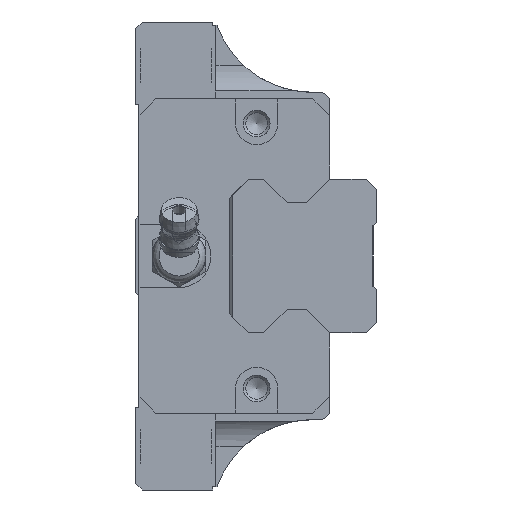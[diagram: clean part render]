
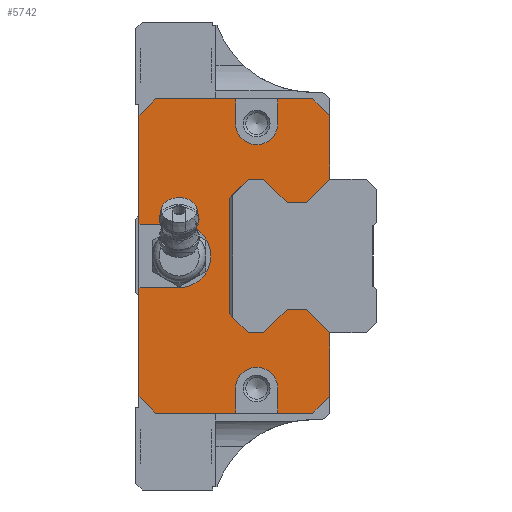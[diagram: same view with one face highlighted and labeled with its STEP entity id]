
A CAD part, left-side view. The second image highlights one B-rep face of the part: STEP entity #5742.
In plain terms, the highlighted planar face has unit normal (-1, 0, 0).
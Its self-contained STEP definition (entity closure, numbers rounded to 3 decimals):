
#656=CIRCLE('',#6315,4.75);
#657=CIRCLE('',#6316,3.15);
#658=CIRCLE('',#6317,3.15);
#911=FACE_OUTER_BOUND('',#1264,.T.);
#1264=EDGE_LOOP('',(#4776,#4777,#4778,#4779,#4780,#4781,#4782,#4783,#4784,
#4785,#4786,#4787,#4788,#4789,#4790,#4791,#4792,#4793,#4794,#4795,#4796,
#4797,#4798,#4799,#4800,#4801,#4802,#4803,#4804,#4805,#4806,#4807));
#1685=LINE('',#9216,#2187);
#1706=LINE('',#9259,#2208);
#1711=LINE('',#9270,#2213);
#1714=LINE('',#9274,#2216);
#1715=LINE('',#9277,#2217);
#1716=LINE('',#9279,#2218);
#1717=LINE('',#9281,#2219);
#1718=LINE('',#9283,#2220);
#1719=LINE('',#9287,#2221);
#1720=LINE('',#9289,#2222);
#1721=LINE('',#9291,#2223);
#1722=LINE('',#9293,#2224);
#1723=LINE('',#9295,#2225);
#1724=LINE('',#9299,#2226);
#1725=LINE('',#9301,#2227);
#1726=LINE('',#9302,#2228);
#1727=LINE('',#9304,#2229);
#1728=LINE('',#9306,#2230);
#1729=LINE('',#9308,#2231);
#1730=LINE('',#9310,#2232);
#1731=LINE('',#9312,#2233);
#1732=LINE('',#9314,#2234);
#1733=LINE('',#9316,#2235);
#1734=LINE('',#9318,#2236);
#1735=LINE('',#9320,#2237);
#1736=LINE('',#9322,#2238);
#1737=LINE('',#9323,#2239);
#1738=LINE('',#9324,#2240);
#1739=LINE('',#9326,#2241);
#2187=VECTOR('',#7542,1000.);
#2208=VECTOR('',#7567,1000.);
#2213=VECTOR('',#7574,1000.);
#2216=VECTOR('',#7577,1000.);
#2217=VECTOR('',#7580,1000.);
#2218=VECTOR('',#7581,1000.);
#2219=VECTOR('',#7582,1000.);
#2220=VECTOR('',#7583,1000.);
#2221=VECTOR('',#7586,1000.);
#2222=VECTOR('',#7587,1000.);
#2223=VECTOR('',#7588,1000.);
#2224=VECTOR('',#7589,1000.);
#2225=VECTOR('',#7590,1000.);
#2226=VECTOR('',#7593,1000.);
#2227=VECTOR('',#7594,1000.);
#2228=VECTOR('',#7595,1000.);
#2229=VECTOR('',#7596,1000.);
#2230=VECTOR('',#7597,1000.);
#2231=VECTOR('',#7598,1000.);
#2232=VECTOR('',#7599,1000.);
#2233=VECTOR('',#7600,1000.);
#2234=VECTOR('',#7601,1000.);
#2235=VECTOR('',#7602,1000.);
#2236=VECTOR('',#7603,1000.);
#2237=VECTOR('',#7604,1000.);
#2238=VECTOR('',#7605,1000.);
#2239=VECTOR('',#7606,1000.);
#2240=VECTOR('',#7607,1000.);
#2241=VECTOR('',#7608,1000.);
#2736=VERTEX_POINT('',#9210);
#2738=VERTEX_POINT('',#9214);
#2757=VERTEX_POINT('',#9256);
#2758=VERTEX_POINT('',#9258);
#2760=VERTEX_POINT('',#9263);
#2762=VERTEX_POINT('',#9267);
#2763=VERTEX_POINT('',#9269);
#2764=VERTEX_POINT('',#9272);
#2765=VERTEX_POINT('',#9276);
#2766=VERTEX_POINT('',#9278);
#2767=VERTEX_POINT('',#9280);
#2768=VERTEX_POINT('',#9282);
#2769=VERTEX_POINT('',#9284);
#2770=VERTEX_POINT('',#9286);
#2771=VERTEX_POINT('',#9288);
#2772=VERTEX_POINT('',#9290);
#2773=VERTEX_POINT('',#9292);
#2774=VERTEX_POINT('',#9294);
#2775=VERTEX_POINT('',#9296);
#2776=VERTEX_POINT('',#9298);
#2777=VERTEX_POINT('',#9300);
#2778=VERTEX_POINT('',#9303);
#2779=VERTEX_POINT('',#9305);
#2780=VERTEX_POINT('',#9307);
#2781=VERTEX_POINT('',#9309);
#2782=VERTEX_POINT('',#9311);
#2783=VERTEX_POINT('',#9313);
#2784=VERTEX_POINT('',#9315);
#2785=VERTEX_POINT('',#9317);
#2786=VERTEX_POINT('',#9319);
#2787=VERTEX_POINT('',#9321);
#2788=VERTEX_POINT('',#9325);
#3443=EDGE_CURVE('',#2738,#2736,#1685,.T.);
#3464=EDGE_CURVE('',#2757,#2758,#1706,.T.);
#3469=EDGE_CURVE('',#2762,#2763,#1711,.T.);
#3472=EDGE_CURVE('',#2764,#2760,#1714,.T.);
#3473=EDGE_CURVE('',#2765,#2760,#1715,.T.);
#3474=EDGE_CURVE('',#2766,#2764,#1716,.T.);
#3475=EDGE_CURVE('',#2767,#2766,#1717,.T.);
#3476=EDGE_CURVE('',#2767,#2768,#1718,.T.);
#3477=EDGE_CURVE('',#2768,#2769,#656,.T.);
#3478=EDGE_CURVE('',#2769,#2770,#1719,.T.);
#3479=EDGE_CURVE('',#2771,#2770,#1720,.T.);
#3480=EDGE_CURVE('',#2772,#2771,#1721,.T.);
#3481=EDGE_CURVE('',#2773,#2772,#1722,.T.);
#3482=EDGE_CURVE('',#2773,#2774,#1723,.T.);
#3483=EDGE_CURVE('',#2774,#2775,#657,.T.);
#3484=EDGE_CURVE('',#2775,#2776,#1724,.T.);
#3485=EDGE_CURVE('',#2777,#2776,#1725,.T.);
#3486=EDGE_CURVE('',#2758,#2777,#1726,.T.);
#3487=EDGE_CURVE('',#2757,#2778,#1727,.T.);
#3488=EDGE_CURVE('',#2778,#2779,#1728,.T.);
#3489=EDGE_CURVE('',#2779,#2780,#1729,.T.);
#3490=EDGE_CURVE('',#2780,#2781,#1730,.T.);
#3491=EDGE_CURVE('',#2781,#2782,#1731,.T.);
#3492=EDGE_CURVE('',#2782,#2783,#1732,.T.);
#3493=EDGE_CURVE('',#2783,#2784,#1733,.T.);
#3494=EDGE_CURVE('',#2784,#2785,#1734,.T.);
#3495=EDGE_CURVE('',#2785,#2786,#1735,.T.);
#3496=EDGE_CURVE('',#2786,#2787,#1736,.T.);
#3497=EDGE_CURVE('',#2787,#2736,#1737,.T.);
#3498=EDGE_CURVE('',#2763,#2738,#1738,.T.);
#3499=EDGE_CURVE('',#2762,#2788,#1739,.T.);
#3500=EDGE_CURVE('',#2788,#2765,#658,.T.);
#4776=ORIENTED_EDGE('',*,*,#3473,.T.);
#4777=ORIENTED_EDGE('',*,*,#3472,.F.);
#4778=ORIENTED_EDGE('',*,*,#3474,.F.);
#4779=ORIENTED_EDGE('',*,*,#3475,.F.);
#4780=ORIENTED_EDGE('',*,*,#3476,.T.);
#4781=ORIENTED_EDGE('',*,*,#3477,.T.);
#4782=ORIENTED_EDGE('',*,*,#3478,.T.);
#4783=ORIENTED_EDGE('',*,*,#3479,.F.);
#4784=ORIENTED_EDGE('',*,*,#3480,.F.);
#4785=ORIENTED_EDGE('',*,*,#3481,.F.);
#4786=ORIENTED_EDGE('',*,*,#3482,.T.);
#4787=ORIENTED_EDGE('',*,*,#3483,.T.);
#4788=ORIENTED_EDGE('',*,*,#3484,.T.);
#4789=ORIENTED_EDGE('',*,*,#3485,.F.);
#4790=ORIENTED_EDGE('',*,*,#3486,.F.);
#4791=ORIENTED_EDGE('',*,*,#3464,.F.);
#4792=ORIENTED_EDGE('',*,*,#3487,.T.);
#4793=ORIENTED_EDGE('',*,*,#3488,.T.);
#4794=ORIENTED_EDGE('',*,*,#3489,.T.);
#4795=ORIENTED_EDGE('',*,*,#3490,.T.);
#4796=ORIENTED_EDGE('',*,*,#3491,.T.);
#4797=ORIENTED_EDGE('',*,*,#3492,.T.);
#4798=ORIENTED_EDGE('',*,*,#3493,.T.);
#4799=ORIENTED_EDGE('',*,*,#3494,.T.);
#4800=ORIENTED_EDGE('',*,*,#3495,.T.);
#4801=ORIENTED_EDGE('',*,*,#3496,.T.);
#4802=ORIENTED_EDGE('',*,*,#3497,.T.);
#4803=ORIENTED_EDGE('',*,*,#3443,.F.);
#4804=ORIENTED_EDGE('',*,*,#3498,.F.);
#4805=ORIENTED_EDGE('',*,*,#3469,.F.);
#4806=ORIENTED_EDGE('',*,*,#3499,.T.);
#4807=ORIENTED_EDGE('',*,*,#3500,.T.);
#5495=PLANE('',#6314);
#5742=ADVANCED_FACE('',(#911),#5495,.F.);
#6314=AXIS2_PLACEMENT_3D('',#9275,#7578,#7579);
#6315=AXIS2_PLACEMENT_3D('',#9285,#7584,#7585);
#6316=AXIS2_PLACEMENT_3D('',#9297,#7591,#7592);
#6317=AXIS2_PLACEMENT_3D('',#9327,#7609,#7610);
#7542=DIRECTION('',(0.,0.,-1.));
#7567=DIRECTION('',(0.,0.,-1.));
#7574=DIRECTION('',(0.,-1.,0.));
#7577=DIRECTION('',(0.,-1.,0.));
#7578=DIRECTION('center_axis',(1.,0.,0.));
#7579=DIRECTION('ref_axis',(0.,0.,-1.));
#7580=DIRECTION('',(0.,0.,1.));
#7581=DIRECTION('',(0.,-0.707,0.707));
#7582=DIRECTION('',(0.,0.,1.));
#7583=DIRECTION('',(0.,-1.,0.));
#7584=DIRECTION('center_axis',(1.,0.,0.));
#7585=DIRECTION('ref_axis',(0.,0.,-1.));
#7586=DIRECTION('',(0.,1.,0.));
#7587=DIRECTION('',(0.,0.,1.));
#7588=DIRECTION('',(0.,0.707,0.707));
#7589=DIRECTION('',(0.,1.,0.));
#7590=DIRECTION('',(0.,0.,1.));
#7591=DIRECTION('center_axis',(1.,0.,0.));
#7592=DIRECTION('ref_axis',(0.,0.,-1.));
#7593=DIRECTION('',(0.,0.,-1.));
#7594=DIRECTION('',(0.,1.,0.));
#7595=DIRECTION('',(0.,0.707,-0.707));
#7596=DIRECTION('',(0.,0.707,0.707));
#7597=DIRECTION('',(0.,1.,0.));
#7598=DIRECTION('',(0.,0.707,-0.707));
#7599=DIRECTION('',(0.,1.,0.));
#7600=DIRECTION('',(0.,0.707,0.707));
#7601=DIRECTION('',(0.,0.,1.));
#7602=DIRECTION('',(0.,-0.707,0.707));
#7603=DIRECTION('',(0.,-1.,0.));
#7604=DIRECTION('',(0.,-0.707,-0.707));
#7605=DIRECTION('',(0.,-1.,0.));
#7606=DIRECTION('',(0.,-0.707,0.707));
#7607=DIRECTION('',(0.,-0.707,-0.707));
#7608=DIRECTION('',(0.,0.,-1.));
#7609=DIRECTION('center_axis',(1.,0.,0.));
#7610=DIRECTION('ref_axis',(0.,0.,-1.));
#9210=CARTESIAN_POINT('',(460.,7.,11.5));
#9214=CARTESIAN_POINT('',(460.,7.,21.));
#9216=CARTESIAN_POINT('',(460.,7.,21.));
#9256=CARTESIAN_POINT('',(460.,7.,-11.5));
#9258=CARTESIAN_POINT('',(460.,7.,-21.));
#9259=CARTESIAN_POINT('',(460.,7.,21.));
#9263=CARTESIAN_POINT('',(460.,21.05,23.5));
#9267=CARTESIAN_POINT('',(460.,14.75,23.5));
#9269=CARTESIAN_POINT('',(460.,9.5,23.5));
#9270=CARTESIAN_POINT('',(460.,33.,23.5));
#9272=CARTESIAN_POINT('',(460.,33.,23.5));
#9274=CARTESIAN_POINT('',(460.,33.,23.5));
#9275=CARTESIAN_POINT('Origin',(460.,7.,0.));
#9276=CARTESIAN_POINT('',(460.,21.05,19.8));
#9277=CARTESIAN_POINT('',(460.,21.05,19.8));
#9278=CARTESIAN_POINT('',(460.,35.5,21.));
#9279=CARTESIAN_POINT('',(460.,35.5,21.));
#9280=CARTESIAN_POINT('',(460.,35.5,4.75));
#9281=CARTESIAN_POINT('',(460.,35.5,-21.));
#9282=CARTESIAN_POINT('',(460.,29.5,4.75));
#9283=CARTESIAN_POINT('',(460.,53.5,4.75));
#9284=CARTESIAN_POINT('',(460.,29.5,-4.75));
#9285=CARTESIAN_POINT('Origin',(460.,29.5,0.));
#9286=CARTESIAN_POINT('',(460.,35.5,-4.75));
#9287=CARTESIAN_POINT('',(460.,29.5,-4.75));
#9288=CARTESIAN_POINT('',(460.,35.5,-21.));
#9289=CARTESIAN_POINT('',(460.,35.5,-21.));
#9290=CARTESIAN_POINT('',(460.,33.,-23.5));
#9291=CARTESIAN_POINT('',(460.,33.,-23.5));
#9292=CARTESIAN_POINT('',(460.,21.05,-23.5));
#9293=CARTESIAN_POINT('',(460.,9.5,-23.5));
#9294=CARTESIAN_POINT('',(460.,21.05,-19.8));
#9295=CARTESIAN_POINT('',(460.,21.05,-39.8));
#9296=CARTESIAN_POINT('',(460.,14.75,-19.8));
#9297=CARTESIAN_POINT('Origin',(460.,17.9,-19.8));
#9298=CARTESIAN_POINT('',(460.,14.75,-23.5));
#9299=CARTESIAN_POINT('',(460.,14.75,-19.8));
#9300=CARTESIAN_POINT('',(460.,9.5,-23.5));
#9301=CARTESIAN_POINT('',(460.,9.5,-23.5));
#9302=CARTESIAN_POINT('',(460.,7.,-21.));
#9303=CARTESIAN_POINT('',(460.,10.5,-8.));
#9304=CARTESIAN_POINT('',(460.,7.,-11.5));
#9305=CARTESIAN_POINT('',(460.,13.35,-8.));
#9306=CARTESIAN_POINT('',(460.,10.5,-8.));
#9307=CARTESIAN_POINT('',(460.,16.85,-11.5));
#9308=CARTESIAN_POINT('',(460.,13.35,-8.));
#9309=CARTESIAN_POINT('',(460.,19.15,-11.5));
#9310=CARTESIAN_POINT('',(460.,16.85,-11.5));
#9311=CARTESIAN_POINT('',(460.,22.,-8.65));
#9312=CARTESIAN_POINT('',(460.,19.15,-11.5));
#9313=CARTESIAN_POINT('',(460.,22.,8.65));
#9314=CARTESIAN_POINT('',(460.,22.,-8.65));
#9315=CARTESIAN_POINT('',(460.,19.15,11.5));
#9316=CARTESIAN_POINT('',(460.,22.,8.65));
#9317=CARTESIAN_POINT('',(460.,16.85,11.5));
#9318=CARTESIAN_POINT('',(460.,19.15,11.5));
#9319=CARTESIAN_POINT('',(460.,13.35,8.));
#9320=CARTESIAN_POINT('',(460.,16.85,11.5));
#9321=CARTESIAN_POINT('',(460.,10.5,8.));
#9322=CARTESIAN_POINT('',(460.,13.35,8.));
#9323=CARTESIAN_POINT('',(460.,10.5,8.));
#9324=CARTESIAN_POINT('',(460.,9.5,23.5));
#9325=CARTESIAN_POINT('',(460.,14.75,19.8));
#9326=CARTESIAN_POINT('',(460.,14.75,39.8));
#9327=CARTESIAN_POINT('Origin',(460.,17.9,19.8));
